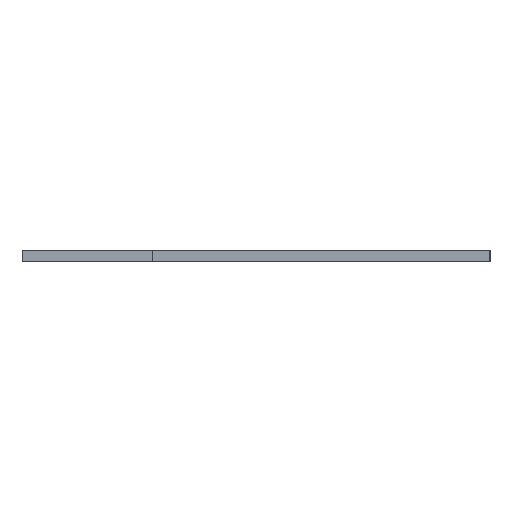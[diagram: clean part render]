
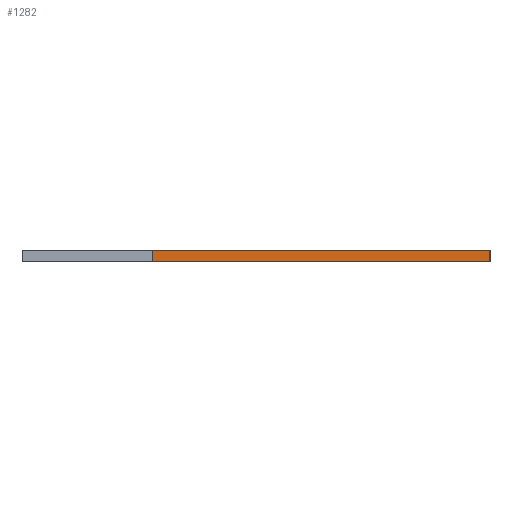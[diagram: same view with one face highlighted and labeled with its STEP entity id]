
A CAD part, left-side view. The second image highlights one B-rep face of the part: STEP entity #1282.
In plain terms, the highlighted planar face has unit normal (-1, 0, 0).
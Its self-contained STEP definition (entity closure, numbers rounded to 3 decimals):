
#168 = VERTEX_POINT('',#169);
#169 = CARTESIAN_POINT('',(118.5,-86.84,0.));
#175 = EDGE_CURVE('',#176,#168,#178,.T.);
#176 = VERTEX_POINT('',#177);
#177 = CARTESIAN_POINT('',(118.5,-132.,0.));
#178 = LINE('',#179,#180);
#179 = CARTESIAN_POINT('',(118.5,-132.,0.));
#180 = VECTOR('',#181,1.);
#181 = DIRECTION('',(0.,1.,0.));
#715 = VERTEX_POINT('',#716);
#716 = CARTESIAN_POINT('',(118.5,-86.84,1.6));
#722 = EDGE_CURVE('',#723,#715,#725,.T.);
#723 = VERTEX_POINT('',#724);
#724 = CARTESIAN_POINT('',(118.5,-132.,1.6));
#725 = LINE('',#726,#727);
#726 = CARTESIAN_POINT('',(118.5,-132.,1.6));
#727 = VECTOR('',#728,1.);
#728 = DIRECTION('',(0.,1.,0.));
#1254 = EDGE_CURVE('',#176,#723,#1255,.T.);
#1255 = LINE('',#1256,#1257);
#1256 = CARTESIAN_POINT('',(118.5,-132.,0.));
#1257 = VECTOR('',#1258,1.);
#1258 = DIRECTION('',(0.,0.,1.));
#1282 = ADVANCED_FACE('',(#1283),#1294,.T.);
#1283 = FACE_BOUND('',#1284,.T.);
#1284 = EDGE_LOOP('',(#1285,#1286,#1287,#1293));
#1285 = ORIENTED_EDGE('',*,*,#1254,.T.);
#1286 = ORIENTED_EDGE('',*,*,#722,.T.);
#1287 = ORIENTED_EDGE('',*,*,#1288,.F.);
#1288 = EDGE_CURVE('',#168,#715,#1289,.T.);
#1289 = LINE('',#1290,#1291);
#1290 = CARTESIAN_POINT('',(118.5,-86.84,0.));
#1291 = VECTOR('',#1292,1.);
#1292 = DIRECTION('',(0.,0.,1.));
#1293 = ORIENTED_EDGE('',*,*,#175,.F.);
#1294 = PLANE('',#1295);
#1295 = AXIS2_PLACEMENT_3D('',#1296,#1297,#1298);
#1296 = CARTESIAN_POINT('',(118.5,-132.,0.));
#1297 = DIRECTION('',(-1.,0.,0.));
#1298 = DIRECTION('',(0.,1.,0.));
